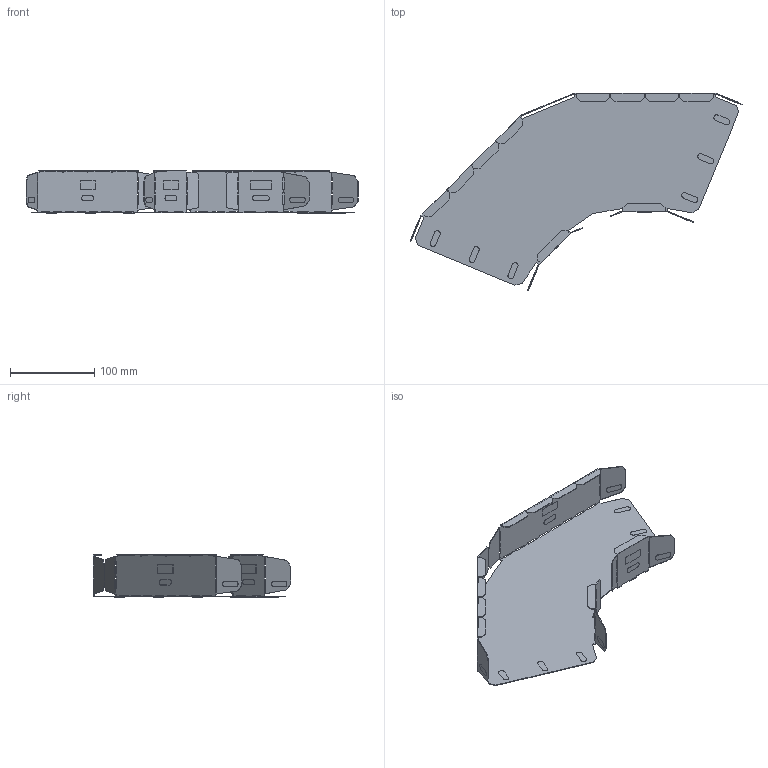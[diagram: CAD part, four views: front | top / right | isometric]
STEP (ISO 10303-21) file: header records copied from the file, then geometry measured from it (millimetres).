
FILE_DESCRIPTION(/* description */ (''),/* implementation_level */ '2;1');
FILE_NAME(/* name */ '485376.stp',/* time_stamp */ '2023-12-19T13:50:04+01:00',/* author */ ('bonnaudn'),/* organization */ (''),/* preprocessor_version */ 'ST-DEVELOPER v19.2',/* originating_system */ 'AutoCAD Mechanical',/* authorisation */ '');
FILE_SCHEMA (('AUTOMOTIVE_DESIGN { 1 0 10303 214 3 1 1 }'));
Length unit declared in the file: millimetre
Products named in the file (1): Product
Bounding box: 394.64 x 234.75 x 50.3 mm (x, y, z)
Volume: 66636 mm3; surface area: 174654.6 mm2
Topology: 1 solids, 37 shells, 356 faces, 1312 edges, 922 vertices
Faces by surface type: plane 356
Entity records: 13941 total; most frequent: CARTESIAN_POINT 2591, ORIENTED_EDGE 2480, DIRECTION 2082, EDGE_CURVE 1312, LINE 1256, VECTOR 1256, VERTEX_POINT 922, AXIS2_PLACEMENT_3D 413
